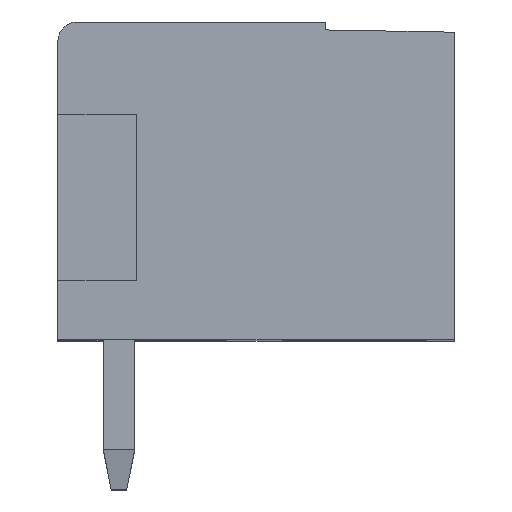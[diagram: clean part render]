
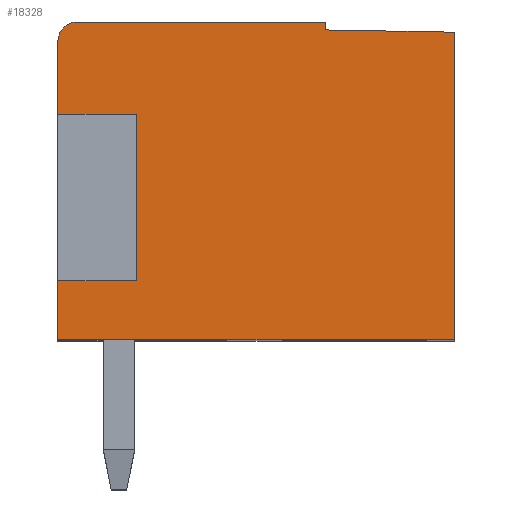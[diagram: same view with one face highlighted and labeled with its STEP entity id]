
A CAD part, top view. The second image highlights one B-rep face of the part: STEP entity #18328.
In plain terms, the highlighted planar face has unit normal (0, 0, 1).
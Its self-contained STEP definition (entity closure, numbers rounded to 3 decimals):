
#185=DIRECTION('',(-1.,0.,0.));
#186=VECTOR('',#185,6.326);
#187=CARTESIAN_POINT('',(-13.889,8.199,168.212));
#188=LINE('',#187,#186);
#6536=DIRECTION('',(0.,-1.,0.));
#6537=VECTOR('',#6536,7.84);
#6538=CARTESIAN_POINT('',(-10.615,7.94,168.212));
#6539=LINE('',#6538,#6537);
#6540=DIRECTION('',(-1.,0.,0.));
#6541=VECTOR('',#6540,10.1);
#6542=CARTESIAN_POINT('',(-10.615,0.099,
168.212));
#6543=LINE('',#6542,#6541);
#6544=DIRECTION('',(0.,1.,0.));
#6545=VECTOR('',#6544,1.5);
#6546=CARTESIAN_POINT('',(-20.715,0.099,
168.212));
#6547=LINE('',#6546,#6545);
#6548=DIRECTION('',(1.,0.,0.));
#6549=VECTOR('',#6548,2.);
#6550=CARTESIAN_POINT('',(-20.715,1.599,168.212));
#6551=LINE('',#6550,#6549);
#6552=DIRECTION('',(0.,1.,0.));
#6553=VECTOR('',#6552,1.85);
#6554=CARTESIAN_POINT('',(-20.715,5.849,168.212));
#6555=LINE('',#6554,#6553);
#6556=CARTESIAN_POINT('',(-20.215,7.699,168.212));
#6557=DIRECTION('',(0.,0.,-1.));
#6558=DIRECTION('',(-1.,0.,0.));
#6559=AXIS2_PLACEMENT_3D('',#6556,#6557,#6558);
#6561=DIRECTION('',(0.,-1.,0.));
#6562=VECTOR('',#6561,0.202);
#6563=CARTESIAN_POINT('',(-13.889,8.199,168.212));
#6564=LINE('',#6563,#6562);
#6565=DIRECTION('',(1.,-0.017,0.));
#6566=VECTOR('',#6565,3.274);
#6567=CARTESIAN_POINT('',(-13.889,7.997,168.212));
#6568=LINE('',#6567,#6566);
#6597=DIRECTION('',(1.,0.,0.));
#6598=VECTOR('',#6597,2.);
#6599=CARTESIAN_POINT('',(-20.715,5.849,168.212));
#6600=LINE('',#6599,#6598);
#6605=DIRECTION('',(0.,-1.,0.));
#6606=VECTOR('',#6605,4.25);
#6607=CARTESIAN_POINT('',(-18.715,5.849,168.212));
#6608=LINE('',#6607,#6606);
#6609=CARTESIAN_POINT('',(-10.615,7.94,168.212));
#6610=CARTESIAN_POINT('',(-10.615,0.099,
168.212));
#6611=VERTEX_POINT('',#6609);
#6612=VERTEX_POINT('',#6610);
#6845=CARTESIAN_POINT('',(-20.715,5.849,168.212));
#6846=CARTESIAN_POINT('',(-20.715,7.699,168.212));
#6847=VERTEX_POINT('',#6845);
#6848=VERTEX_POINT('',#6846);
#6853=CARTESIAN_POINT('',(-20.715,1.599,168.212));
#6854=VERTEX_POINT('',#6853);
#6855=CARTESIAN_POINT('',(-20.715,0.099,
168.212));
#6856=VERTEX_POINT('',#6855);
#6885=CARTESIAN_POINT('',(-20.215,8.199,168.212));
#6886=VERTEX_POINT('',#6885);
#6887=CARTESIAN_POINT('',(-13.889,8.199,168.212));
#6888=VERTEX_POINT('',#6887);
#6889=CARTESIAN_POINT('',(-13.889,7.997,168.212));
#6890=VERTEX_POINT('',#6889);
#6891=CARTESIAN_POINT('',(-18.715,1.599,168.212));
#6892=VERTEX_POINT('',#6891);
#6893=CARTESIAN_POINT('',(-18.715,5.849,168.212));
#6894=VERTEX_POINT('',#6893);
#18307=CARTESIAN_POINT('',(-10.615,0.099,
168.212));
#18308=DIRECTION('',(0.,0.,-1.));
#18309=DIRECTION('',(0.,1.,0.));
#18310=AXIS2_PLACEMENT_3D('',#18307,#18308,#18309);
#18311=PLANE('',#18310);
#18312=ORIENTED_EDGE('',*,*,#8657,.T.);
#18313=ORIENTED_EDGE('',*,*,#9504,.T.);
#18314=ORIENTED_EDGE('',*,*,#8902,.T.);
#18316=ORIENTED_EDGE('',*,*,#18315,.T.);
#18318=ORIENTED_EDGE('',*,*,#18317,.F.);
#18320=ORIENTED_EDGE('',*,*,#18319,.F.);
#18321=ORIENTED_EDGE('',*,*,#8894,.T.);
#18322=ORIENTED_EDGE('',*,*,#8859,.T.);
#18323=ORIENTED_EDGE('',*,*,#8844,.F.);
#18324=ORIENTED_EDGE('',*,*,#8829,.T.);
#18325=ORIENTED_EDGE('',*,*,#8814,.T.);
#18326=EDGE_LOOP('',(#18312,#18313,#18314,#18316,#18318,#18320,#18321,#18322,
#18323,#18324,#18325));
#18327=FACE_OUTER_BOUND('',#18326,.F.);
#6560=CIRCLE('',#6559,0.5);
#8657=EDGE_CURVE('',#6611,#6612,#6539,.T.);
#8814=EDGE_CURVE('',#6890,#6611,#6568,.T.);
#8829=EDGE_CURVE('',#6888,#6890,#6564,.T.);
#8844=EDGE_CURVE('',#6888,#6886,#188,.T.);
#8859=EDGE_CURVE('',#6848,#6886,#6560,.T.);
#8894=EDGE_CURVE('',#6847,#6848,#6555,.T.);
#8902=EDGE_CURVE('',#6856,#6854,#6547,.T.);
#9504=EDGE_CURVE('',#6612,#6856,#6543,.T.);
#18315=EDGE_CURVE('',#6854,#6892,#6551,.T.);
#18317=EDGE_CURVE('',#6894,#6892,#6608,.T.);
#18319=EDGE_CURVE('',#6847,#6894,#6600,.T.);
#18328=ADVANCED_FACE('',(#18327),#18311,.F.);
